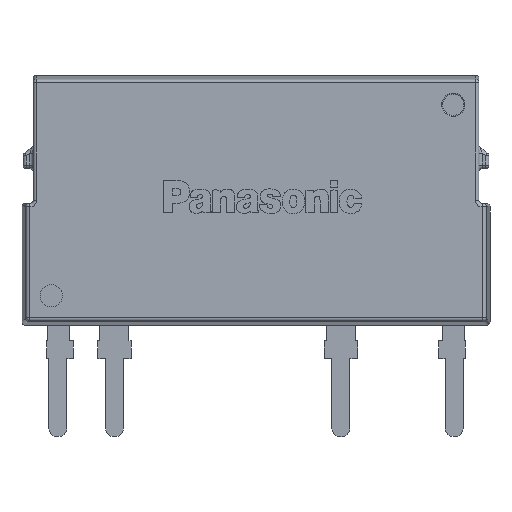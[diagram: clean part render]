
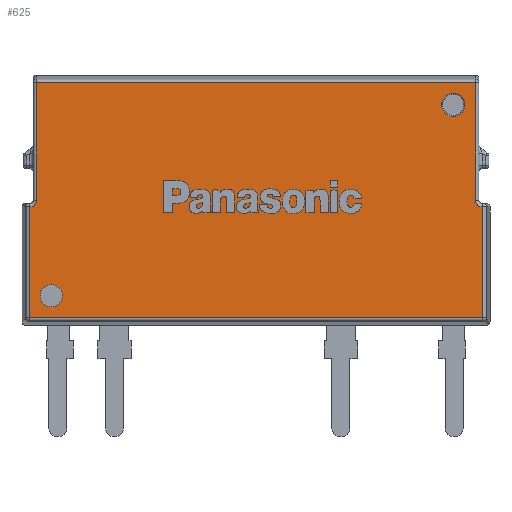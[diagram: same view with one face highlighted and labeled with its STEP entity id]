
A CAD part, front view. The second image highlights one B-rep face of the part: STEP entity #625.
In plain terms, the highlighted planar face has unit normal (0, -1, 0).
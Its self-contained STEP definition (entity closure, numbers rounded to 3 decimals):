
#38 = VERTEX_POINT ( 'NONE', #263 ) ;
#72 = DIRECTION ( 'NONE',  ( 0., 1., 0. ) ) ;
#76 = DIRECTION ( 'NONE',  ( 0., 0., 1. ) ) ;
#90 = VECTOR ( 'NONE', #76, 1000. ) ;
#155 = VERTEX_POINT ( 'NONE', #11241 ) ;
#197 = CARTESIAN_POINT ( 'NONE',  ( -9.182, -1.75, 1.318 ) ) ;
#236 = EDGE_CURVE ( 'NONE', #6864, #7432, #4533, .T. ) ;
#263 = CARTESIAN_POINT ( 'NONE',  ( -9.182, -1.75, 1.818 ) ) ;
#314 = DIRECTION ( 'NONE',  ( 0., 0., 1. ) ) ;
#320 = EDGE_CURVE ( 'NONE', #7197, #38, #4542, .T. ) ;
#625 = ADVANCED_FACE ( 'NONE', ( #6447, #4422, #5347 ), #2877, .F. ) ;
#770 = CARTESIAN_POINT ( 'NONE',  ( -10.182, -1.75, 0.178 ) ) ;
#791 = CARTESIAN_POINT ( 'NONE',  ( -10., -1.75, 10.882 ) ) ;
#837 = CARTESIAN_POINT ( 'NONE',  ( 8.85, -1.75, 10.407 ) ) ;
#843 = LINE ( 'NONE', #791, #10395 ) ;
#873 = AXIS2_PLACEMENT_3D ( 'NONE', #1828, #1768, #5317 ) ;
#878 = CARTESIAN_POINT ( 'NONE',  ( 10.182, -1.75, 5.45 ) ) ;
#1107 = ORIENTED_EDGE ( 'NONE', *, *, #8347, .T. ) ;
#1268 = DIRECTION ( 'NONE',  ( 0., 0., -1. ) ) ;
#1309 = CARTESIAN_POINT ( 'NONE',  ( 10., -1.75, 5.3 ) ) ;
#1331 = ORIENTED_EDGE ( 'NONE', *, *, #4943, .T. ) ;
#1393 = VECTOR ( 'NONE', #10692, 1000. ) ;
#1720 = DIRECTION ( 'NONE',  ( 0., 1., 0. ) ) ;
#1730 = LINE ( 'NONE', #4404, #9271 ) ;
#1768 = DIRECTION ( 'NONE',  ( 0., -1., 0. ) ) ;
#1828 = CARTESIAN_POINT ( 'NONE',  ( -10.15, -1.75, 5.6 ) ) ;
#1988 = AXIS2_PLACEMENT_3D ( 'NONE', #6581, #3288, #6809 ) ;
#2135 = VERTEX_POINT ( 'NONE', #3864 ) ;
#2140 = CARTESIAN_POINT ( 'NONE',  ( 10.182, -1.75, 0.318 ) ) ;
#2325 = CIRCLE ( 'NONE', #11196, 0.3 ) ;
#2375 = CARTESIAN_POINT ( 'NONE',  ( -10.182, -1.75, 0.318 ) ) ;
#2487 = AXIS2_PLACEMENT_3D ( 'NONE', #197, #9852, #7120 ) ;
#2542 = ORIENTED_EDGE ( 'NONE', *, *, #9015, .T. ) ;
#2562 = ORIENTED_EDGE ( 'NONE', *, *, #8424, .T. ) ;
#2674 = CARTESIAN_POINT ( 'NONE',  ( -9.85, -1.75, 10.882 ) ) ;
#2848 = CARTESIAN_POINT ( 'NONE',  ( 10.15, -1.75, 5.3 ) ) ;
#2877 = PLANE ( 'NONE',  #8598 ) ;
#2970 = ORIENTED_EDGE ( 'NONE', *, *, #7581, .T. ) ;
#3039 = VERTEX_POINT ( 'NONE', #4511 ) ;
#3076 = AXIS2_PLACEMENT_3D ( 'NONE', #4105, #1720, #6772 ) ;
#3139 = ORIENTED_EDGE ( 'NONE', *, *, #3391, .F. ) ;
#3288 = DIRECTION ( 'NONE',  ( 0., -1., 0. ) ) ;
#3391 = EDGE_CURVE ( 'NONE', #38, #7197, #4875, .T. ) ;
#3507 = ORIENTED_EDGE ( 'NONE', *, *, #5540, .T. ) ;
#3519 = CARTESIAN_POINT ( 'NONE',  ( 9.85, -1.75, 5.6 ) ) ;
#3647 = CARTESIAN_POINT ( 'NONE',  ( 9.85, -1.75, 11.022 ) ) ;
#3791 = VECTOR ( 'NONE', #1268, 1000. ) ;
#3864 = CARTESIAN_POINT ( 'NONE',  ( -10.182, -1.75, 5.3 ) ) ;
#3877 = EDGE_CURVE ( 'NONE', #6864, #2135, #7105, .T. ) ;
#4105 = CARTESIAN_POINT ( 'NONE',  ( 8.85, -1.75, 9.882 ) ) ;
#4404 = CARTESIAN_POINT ( 'NONE',  ( 10.322, -1.75, 0.318 ) ) ;
#4422 = FACE_BOUND ( 'NONE', #10857, .T. ) ;
#4451 = DIRECTION ( 'NONE',  ( 0., 1., 0. ) ) ;
#4511 = CARTESIAN_POINT ( 'NONE',  ( 9.85, -1.75, 10.882 ) ) ;
#4533 = CIRCLE ( 'NONE', #873, 0.3 ) ;
#4542 = CIRCLE ( 'NONE', #1988, 0.5 ) ;
#4559 = CARTESIAN_POINT ( 'NONE',  ( 10.15, -1.75, 5.6 ) ) ;
#4599 = DIRECTION ( 'NONE',  ( 0., 0., 1. ) ) ;
#4820 = EDGE_CURVE ( 'NONE', #9023, #7306, #2325, .T. ) ;
#4875 = CIRCLE ( 'NONE', #2487, 0.5 ) ;
#4933 = ORIENTED_EDGE ( 'NONE', *, *, #4820, .F. ) ;
#4943 = EDGE_CURVE ( 'NONE', #5936, #7432, #5872, .T. ) ;
#4967 = CARTESIAN_POINT ( 'NONE',  ( 8.85, -1.75, 9.357 ) ) ;
#5251 = DIRECTION ( 'NONE',  ( 0., -1., 0. ) ) ;
#5317 = DIRECTION ( 'NONE',  ( 0., 0., 1. ) ) ;
#5321 = CARTESIAN_POINT ( 'NONE',  ( 8.85, -1.75, 9.882 ) ) ;
#5347 = FACE_OUTER_BOUND ( 'NONE', #6910, .T. ) ;
#5380 = EDGE_CURVE ( 'NONE', #10246, #9464, #9931, .T. ) ;
#5435 = EDGE_CURVE ( 'NONE', #155, #7306, #8622, .T. ) ;
#5540 = EDGE_CURVE ( 'NONE', #9023, #3039, #7077, .T. ) ;
#5654 = ORIENTED_EDGE ( 'NONE', *, *, #7937, .T. ) ;
#5761 = CIRCLE ( 'NONE', #10768, 0.525 ) ;
#5872 = LINE ( 'NONE', #9231, #3791 ) ;
#5936 = VERTEX_POINT ( 'NONE', #2674 ) ;
#6055 = EDGE_LOOP ( 'NONE', ( #8126, #2562 ) ) ;
#6077 = DIRECTION ( 'NONE',  ( 0., 0., 1. ) ) ;
#6392 = CARTESIAN_POINT ( 'NONE',  ( -10.5, -1.75, 11.2 ) ) ;
#6447 = FACE_BOUND ( 'NONE', #6055, .T. ) ;
#6581 = CARTESIAN_POINT ( 'NONE',  ( -9.182, -1.75, 1.318 ) ) ;
#6772 = DIRECTION ( 'NONE',  ( 0., 0., 1. ) ) ;
#6809 = DIRECTION ( 'NONE',  ( 0., 0., -1. ) ) ;
#6864 = VERTEX_POINT ( 'NONE', #8813 ) ;
#6910 = EDGE_LOOP ( 'NONE', ( #2970, #5654, #2542, #9181, #4933, #3507, #1107, #1331, #11124, #9071 ) ) ;
#6964 = VECTOR ( 'NONE', #11312, 1000. ) ;
#7077 = LINE ( 'NONE', #3647, #11412 ) ;
#7105 = LINE ( 'NONE', #10745, #1393 ) ;
#7120 = DIRECTION ( 'NONE',  ( 0., 0., -1. ) ) ;
#7197 = VERTEX_POINT ( 'NONE', #7417 ) ;
#7306 = VERTEX_POINT ( 'NONE', #2848 ) ;
#7417 = CARTESIAN_POINT ( 'NONE',  ( -9.182, -1.75, 0.818 ) ) ;
#7432 = VERTEX_POINT ( 'NONE', #9747 ) ;
#7581 = EDGE_CURVE ( 'NONE', #2135, #9413, #7634, .T. ) ;
#7634 = LINE ( 'NONE', #770, #8712 ) ;
#7872 = DIRECTION ( 'NONE',  ( 0., 0., -1. ) ) ;
#7937 = EDGE_CURVE ( 'NONE', #9413, #8822, #1730, .T. ) ;
#8126 = ORIENTED_EDGE ( 'NONE', *, *, #5380, .T. ) ;
#8347 = EDGE_CURVE ( 'NONE', #3039, #5936, #843, .T. ) ;
#8424 = EDGE_CURVE ( 'NONE', #9464, #10246, #5761, .T. ) ;
#8460 = ORIENTED_EDGE ( 'NONE', *, *, #320, .F. ) ;
#8598 = AXIS2_PLACEMENT_3D ( 'NONE', #6392, #72, #4599 ) ;
#8622 = LINE ( 'NONE', #1309, #6964 ) ;
#8712 = VECTOR ( 'NONE', #7872, 1000. ) ;
#8802 = DIRECTION ( 'NONE',  ( -1., 0., 0. ) ) ;
#8813 = CARTESIAN_POINT ( 'NONE',  ( -10.15, -1.75, 5.3 ) ) ;
#8822 = VERTEX_POINT ( 'NONE', #2140 ) ;
#9000 = LINE ( 'NONE', #878, #90 ) ;
#9015 = EDGE_CURVE ( 'NONE', #8822, #155, #9000, .T. ) ;
#9023 = VERTEX_POINT ( 'NONE', #3519 ) ;
#9071 = ORIENTED_EDGE ( 'NONE', *, *, #3877, .T. ) ;
#9181 = ORIENTED_EDGE ( 'NONE', *, *, #5435, .T. ) ;
#9231 = CARTESIAN_POINT ( 'NONE',  ( -9.85, -1.75, 11.2 ) ) ;
#9271 = VECTOR ( 'NONE', #9760, 1000. ) ;
#9413 = VERTEX_POINT ( 'NONE', #2375 ) ;
#9464 = VERTEX_POINT ( 'NONE', #4967 ) ;
#9747 = CARTESIAN_POINT ( 'NONE',  ( -9.85, -1.75, 5.6 ) ) ;
#9760 = DIRECTION ( 'NONE',  ( 1., 0., 0. ) ) ;
#9852 = DIRECTION ( 'NONE',  ( 0., -1., 0. ) ) ;
#9931 = CIRCLE ( 'NONE', #3076, 0.525 ) ;
#10246 = VERTEX_POINT ( 'NONE', #837 ) ;
#10395 = VECTOR ( 'NONE', #8802, 1000. ) ;
#10551 = DIRECTION ( 'NONE',  ( 0., 0., 1. ) ) ;
#10692 = DIRECTION ( 'NONE',  ( -1., 0., 0. ) ) ;
#10745 = CARTESIAN_POINT ( 'NONE',  ( -10.322, -1.75, 5.3 ) ) ;
#10768 = AXIS2_PLACEMENT_3D ( 'NONE', #5321, #4451, #314 ) ;
#10857 = EDGE_LOOP ( 'NONE', ( #8460, #3139 ) ) ;
#11124 = ORIENTED_EDGE ( 'NONE', *, *, #236, .F. ) ;
#11196 = AXIS2_PLACEMENT_3D ( 'NONE', #4559, #5251, #6077 ) ;
#11241 = CARTESIAN_POINT ( 'NONE',  ( 10.182, -1.75, 5.3 ) ) ;
#11312 = DIRECTION ( 'NONE',  ( -1., 0., 0. ) ) ;
#11412 = VECTOR ( 'NONE', #10551, 1000. ) ;
